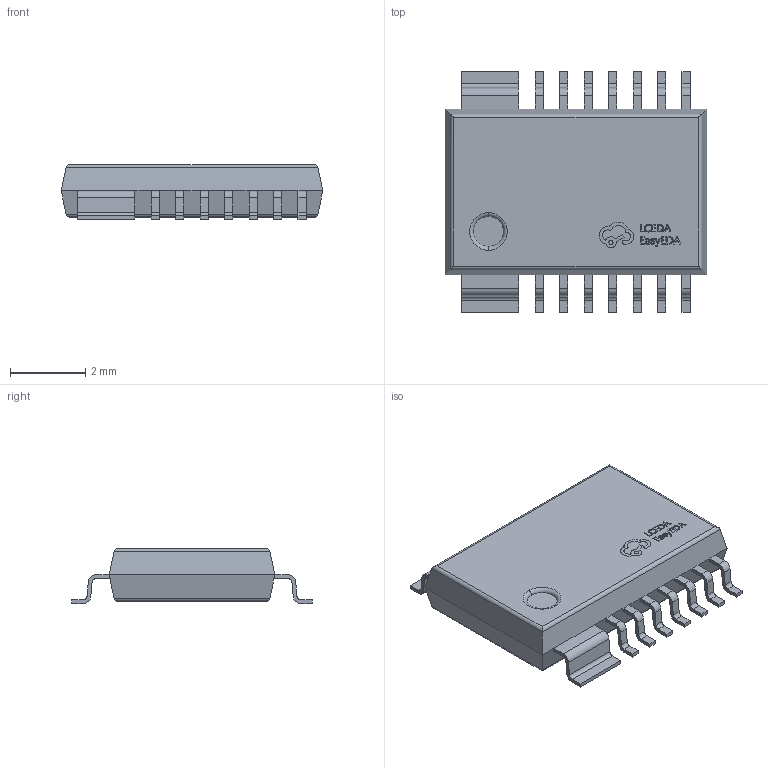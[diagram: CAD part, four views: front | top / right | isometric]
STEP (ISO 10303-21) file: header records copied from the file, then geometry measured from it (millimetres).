
FILE_DESCRIPTION (( 'STEP AP214' ), '1' );
FILE_NAME ('HSSOP-14_L6.9-W4.4-H1.5-P0.65-LS6.4-BL.step', '2022-07-26T09:48:01', ( '' ), ( '' ), 'SwSTEP 2.0', 'SolidWorks 2020', '' );
FILE_SCHEMA (( 'AUTOMOTIVE_DESIGN' ));
Length unit declared in the file: millimetre
Products named in the file (1): HSSOP-14_L6.9-W4.4-H1.5-P0.65-LS6.4-BL
Bounding box: 6.95 x 6.4 x 1.46 mm (x, y, z)
Volume: 41.3 mm3; surface area: 109.8 mm2
Topology: 14 solids, 14 shells, 519 faces, 1405 edges, 922 vertices
Faces by surface type: plane 333, bspline 112, cylinder 72, torus 2
Entity records: 23237 total; most frequent: CARTESIAN_POINT 4975, ORIENTED_EDGE 2810, DIRECTION 2119, EDGE_CURVE 1405, VECTOR 1035, LINE 1035, VERTEX_POINT 922, AXIS2_PLACEMENT_3D 542
